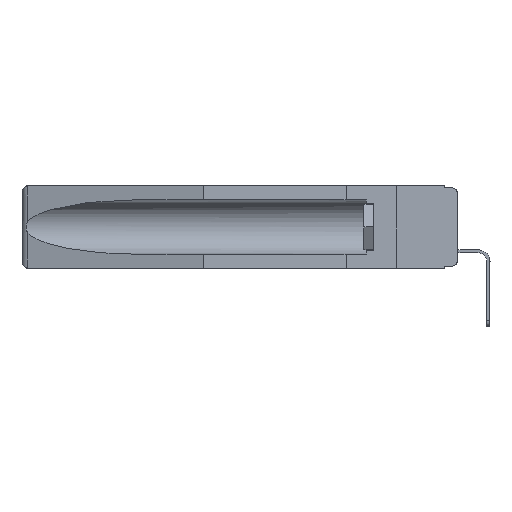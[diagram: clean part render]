
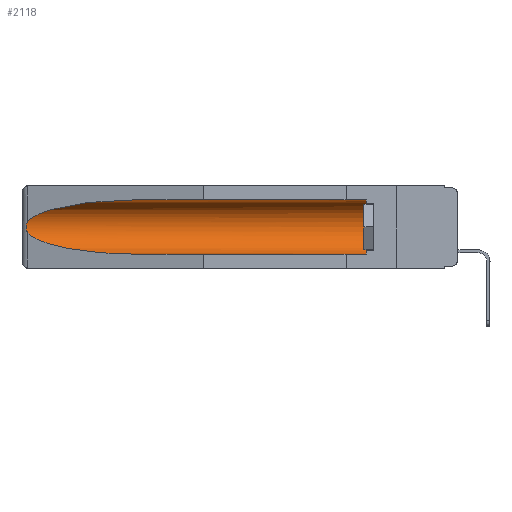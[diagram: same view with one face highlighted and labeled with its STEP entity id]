
A CAD part, left-side view. The second image highlights one B-rep face of the part: STEP entity #2118.
In plain terms, the highlighted cylindrical face has radius 2.857 mm (diameter 5.715 mm), a partial arc.
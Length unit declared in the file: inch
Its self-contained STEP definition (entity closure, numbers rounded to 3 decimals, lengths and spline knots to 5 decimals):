
#281 =( BOUNDED_CURVE ( )  B_SPLINE_CURVE ( 3, ( #6400, #1259, #3598, #4932 ),
 .UNSPECIFIED., .F., .F. ) 
 B_SPLINE_CURVE_WITH_KNOTS ( ( 4, 4 ),
 ( 4.71239, 6.08839 ),
 .UNSPECIFIED. ) 
 CURVE ( )  GEOMETRIC_REPRESENTATION_ITEM ( )  RATIONAL_B_SPLINE_CURVE ( ( 1., 0.848, 0.848, 1. ) ) 
 REPRESENTATION_ITEM ( '' )  );
#336 = VERTEX_POINT ( 'NONE', #1128 ) ;
#383 = CARTESIAN_POINT ( 'NONE',  ( 0.26597, 1.5296, -0.19026 ) ) ;
#437 = CARTESIAN_POINT ( 'NONE',  ( 0.26537, 1.52718, -0.14972 ) ) ;
#594 = CARTESIAN_POINT ( 'NONE',  ( 0.155, 0.126, -0.1715 ) ) ;
#793 = EDGE_CURVE ( 'NONE', #6230, #4744, #13575, .T. ) ;
#1128 = CARTESIAN_POINT ( 'NONE',  ( 0.155, 0.126, -0.284 ) ) ;
#1259 = CARTESIAN_POINT ( 'NONE',  ( 0.21114, 1.30732, -0.059 ) ) ;
#1541 = CYLINDRICAL_SURFACE ( 'NONE', #3874, 0.1125 ) ;
#1605 = CARTESIAN_POINT ( 'NONE',  ( 0.26654, 1.53092, -0.15636 ) ) ;
#2067 = LINE ( 'NONE', #14589, #7466 ) ;
#2118 = ADVANCED_FACE ( 'NONE', ( #8517 ), #1541, .F. ) ;
#2978 = EDGE_CURVE ( 'NONE', #12647, #15421, #6510, .T. ) ;
#3598 = CARTESIAN_POINT ( 'NONE',  ( 0.25451, 1.48313, -0.09465 ) ) ;
#3874 = AXIS2_PLACEMENT_3D ( 'NONE', #15304, #6484, #15417 ) ;
#4066 = EDGE_CURVE ( 'NONE', #336, #16123, #2067, .T. ) ;
#4263 = ORIENTED_EDGE ( 'NONE', *, *, #6936, .T. ) ;
#4480 = DIRECTION ( 'NONE',  ( 0., -1., 0. ) ) ;
#4744 = VERTEX_POINT ( 'NONE', #11928 ) ;
#4932 = CARTESIAN_POINT ( 'NONE',  ( 0.26537, 1.52718, -0.14972 ) ) ;
#5368 = CARTESIAN_POINT ( 'NONE',  ( 0.26537, 1.52718, -0.19328 ) ) ;
#5377 = AXIS2_PLACEMENT_3D ( 'NONE', #594, #4480, #10706 ) ;
#5393 = ORIENTED_EDGE ( 'NONE', *, *, #4066, .F. ) ;
#5441 = CARTESIAN_POINT ( 'NONE',  ( 0.2675, 1.53308, -0.16763 ) ) ;
#5490 = CARTESIAN_POINT ( 'NONE',  ( 0.26537, 1.52718, -0.19328 ) ) ;
#5732 = DIRECTION ( 'NONE',  ( 0., 1., 0. ) ) ;
#6230 = VERTEX_POINT ( 'NONE', #11170 ) ;
#6400 = CARTESIAN_POINT ( 'NONE',  ( 0.155, 1.07973, -0.059 ) ) ;
#6484 = DIRECTION ( 'NONE',  ( 0., 1., 0. ) ) ;
#6510 = B_SPLINE_CURVE_WITH_KNOTS ( 'NONE', 3,
 ( #437, #8240, #1605, #13094, #5441, #14399, #15660, #8014, #383, #5490 ),
 .UNSPECIFIED., .F., .F.,
 ( 4, 2, 2, 2, 4 ),
 ( 0., 0.00029, 0.00058, 0.00087, 0.00117 ),
 .UNSPECIFIED. ) ;
#6936 = EDGE_CURVE ( 'NONE', #4744, #12647, #281, .T. ) ;
#7466 = VECTOR ( 'NONE', #5732, 39.37008 ) ;
#8014 = CARTESIAN_POINT ( 'NONE',  ( 0.26655, 1.53094, -0.18657 ) ) ;
#8165 = VECTOR ( 'NONE', #8797, 39.37008 ) ;
#8215 = EDGE_CURVE ( 'NONE', #15421, #16123, #10211, .T. ) ;
#8240 = CARTESIAN_POINT ( 'NONE',  ( 0.26597, 1.52961, -0.15275 ) ) ;
#8348 = ORIENTED_EDGE ( 'NONE', *, *, #12739, .T. ) ;
#8445 = CARTESIAN_POINT ( 'NONE',  ( 0.26537, 1.52718, -0.19328 ) ) ;
#8517 = FACE_OUTER_BOUND ( 'NONE', #13432, .T. ) ;
#8797 = DIRECTION ( 'NONE',  ( 0., 1., 0. ) ) ;
#9235 = CARTESIAN_POINT ( 'NONE',  ( 0.155, 1.07973, -0.284 ) ) ;
#10211 =( BOUNDED_CURVE ( )  B_SPLINE_CURVE ( 3, ( #5368, #11746, #11694, #9235 ),
 .UNSPECIFIED., .F., .F. ) 
 B_SPLINE_CURVE_WITH_KNOTS ( ( 4, 4 ),
 ( 0.1948, 1.5708 ),
 .UNSPECIFIED. ) 
 CURVE ( )  GEOMETRIC_REPRESENTATION_ITEM ( )  RATIONAL_B_SPLINE_CURVE ( ( 1., 0.848, 0.848, 1. ) ) 
 REPRESENTATION_ITEM ( '' )  );
#10544 = CARTESIAN_POINT ( 'NONE',  ( 0.26537, 1.52718, -0.14972 ) ) ;
#10706 = DIRECTION ( 'NONE',  ( 0., 0., 1. ) ) ;
#11170 = CARTESIAN_POINT ( 'NONE',  ( 0.155, 0.126, -0.059 ) ) ;
#11302 = CARTESIAN_POINT ( 'NONE',  ( 0.155, 1.07973, -0.284 ) ) ;
#11369 = CARTESIAN_POINT ( 'NONE',  ( 0.155, -0.30754, -0.059 ) ) ;
#11694 = CARTESIAN_POINT ( 'NONE',  ( 0.21114, 1.30732, -0.284 ) ) ;
#11746 = CARTESIAN_POINT ( 'NONE',  ( 0.25451, 1.48313, -0.24835 ) ) ;
#11928 = CARTESIAN_POINT ( 'NONE',  ( 0.155, 1.07973, -0.059 ) ) ;
#12647 = VERTEX_POINT ( 'NONE', #10544 ) ;
#12739 = EDGE_CURVE ( 'NONE', #336, #6230, #15206, .T. ) ;
#13094 = CARTESIAN_POINT ( 'NONE',  ( 0.2673, 1.5327, -0.16383 ) ) ;
#13432 = EDGE_LOOP ( 'NONE', ( #4263, #13798, #15169, #5393, #8348, #15744 ) ) ;
#13575 = LINE ( 'NONE', #11369, #8165 ) ;
#13798 = ORIENTED_EDGE ( 'NONE', *, *, #2978, .T. ) ;
#14399 = CARTESIAN_POINT ( 'NONE',  ( 0.2675, 1.53308, -0.17534 ) ) ;
#14589 = CARTESIAN_POINT ( 'NONE',  ( 0.155, -0.30754, -0.284 ) ) ;
#15169 = ORIENTED_EDGE ( 'NONE', *, *, #8215, .T. ) ;
#15206 = CIRCLE ( 'NONE', #5377, 0.1125 ) ;
#15304 = CARTESIAN_POINT ( 'NONE',  ( 0.155, -0.30754, -0.1715 ) ) ;
#15417 = DIRECTION ( 'NONE',  ( 0., 0., 1. ) ) ;
#15421 = VERTEX_POINT ( 'NONE', #8445 ) ;
#15660 = CARTESIAN_POINT ( 'NONE',  ( 0.2673, 1.53269, -0.17917 ) ) ;
#15744 = ORIENTED_EDGE ( 'NONE', *, *, #793, .T. ) ;
#16123 = VERTEX_POINT ( 'NONE', #11302 ) ;
